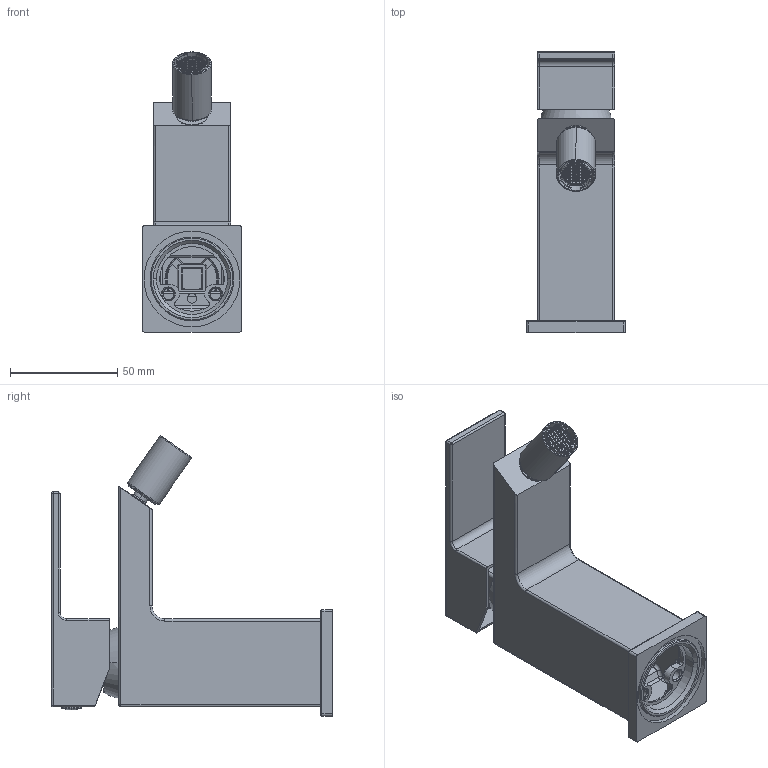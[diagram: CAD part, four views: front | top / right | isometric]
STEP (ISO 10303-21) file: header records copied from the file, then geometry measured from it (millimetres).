
FILE_DESCRIPTION((''),'2;1');
FILE_NAME('AQDR301','2022-09-01T17:21:50',('Michela Ferrini'),(''),'CREO PARAMETRIC BY PTC INC, 2020281','CREO PARAMETRIC BY PTC INC, 2020281','');
FILE_SCHEMA(('CONFIG_CONTROL_DESIGN'));
Products named in the file (8): AQDR301C001; SCCMAC0013; AQDR005C001; SPLMAC0001; SBTMAC0005; SSNMAC0001; SARMAC0018; AQDR301
Assembly tree (7 placements, depth 2):
  AQDR301
    AQDR301C001
    SCCMAC0013
    AQDR005C001
    SPLMAC0001
    SBTMAC0005
    SSNMAC0001
    SARMAC0018
Bounding box: 46 x 130.83 x 130.42 mm (x, y, z)
Volume: 97870.7 mm3; surface area: 70502.6 mm2
Topology: 7 solids, 22 shells, 2512 faces, 6188 edges, 3890 vertices
Faces by surface type: plane 1220, cylinder 686, cone 385, torus 115, bspline 82, sphere 24
Entity records: 87846 total; most frequent: CARTESIAN_POINT 34263, ORIENTED_EDGE 12230, DIRECTION 9033, EDGE_CURVE 6154, VERTEX_POINT 3850, AXIS2_PLACEMENT_3D 3538, B_SPLINE_CURVE_WITH_KNOTS 3148, EDGE_LOOP 2719
